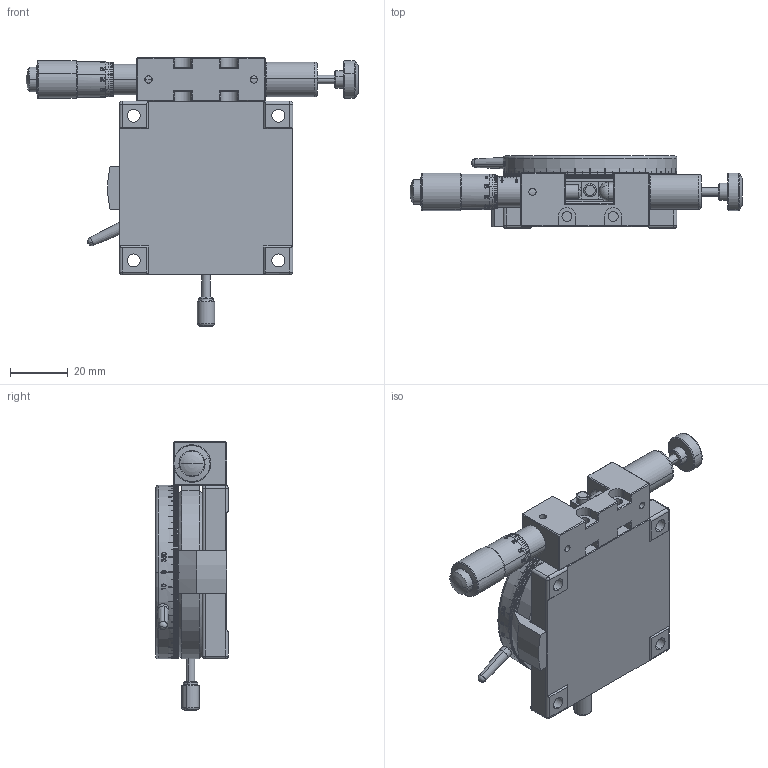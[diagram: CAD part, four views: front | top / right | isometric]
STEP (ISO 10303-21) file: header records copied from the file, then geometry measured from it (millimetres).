
FILE_DESCRIPTION (( 'STEP AP203' ), '1' );
FILE_NAME ('MR60-AR.STEP', '2021-02-22T05:59:11', ( '' ), ( '' ), 'SwSTEP 2.0', 'SolidWorks 2020', '' );
FILE_SCHEMA (( 'CONFIG_CONTROL_DESIGN' ));
Products named in the file (1): MR60-AR
Bounding box: 114.7 x 25 x 92.7 mm (x, y, z)
Volume: 101700.2 mm3; surface area: 39938.2 mm2
Topology: 16 solids, 16 shells, 2205 faces, 6488 edges, 4384 vertices
Faces by surface type: plane 1812, cylinder 229, cone 66, bspline 57, torus 21, sphere 20
Entity records: 85753 total; most frequent: CARTESIAN_POINT 28617, ORIENTED_EDGE 12928, DIRECTION 10614, EDGE_CURVE 6464, VERTEX_POINT 4380, VECTOR 3590, LINE 3590, AXIS2_PLACEMENT_3D 3512
